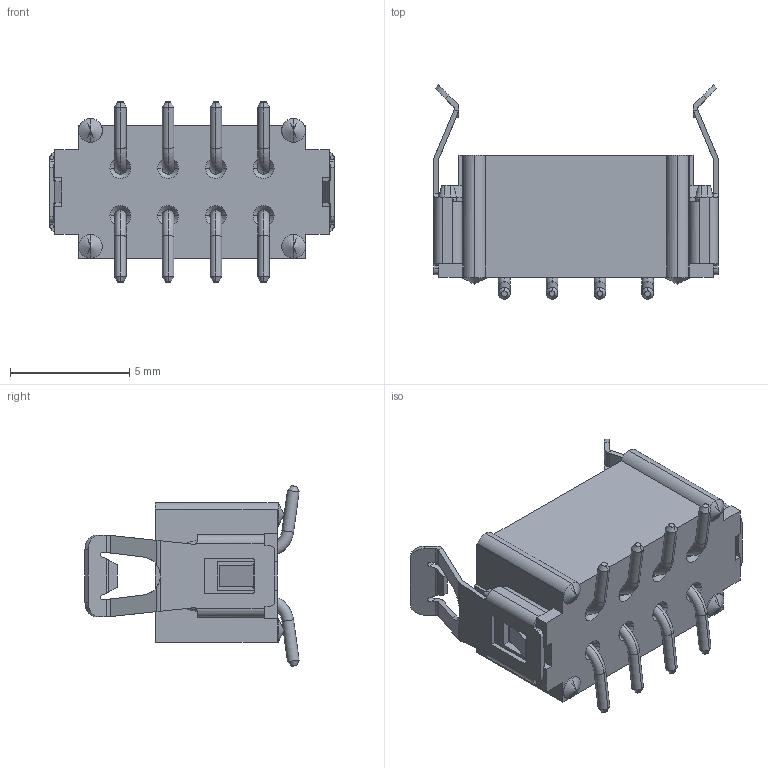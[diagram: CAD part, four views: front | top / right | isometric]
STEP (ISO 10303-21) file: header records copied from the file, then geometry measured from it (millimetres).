
FILE_DESCRIPTION((''),'2;1');
FILE_NAME('M80-82618XX_ASM','2011-09-09T',('wbourne'),(''),'PRO/ENGINEER BY PARAMETRIC TECHNOLOGY CORPORATION, 2010280','PRO/ENGINEER BY PARAMETRIC TECHNOLOGY CORPORATION, 2010280','');
FILE_SCHEMA(('CONFIG_CONTROL_DESIGN','SHAPE_APPEARANCE_LAYERS_GROUPS'));
Length unit declared in the file: millimetre
Products named in the file (4): M80-1021898_SEPARATE_ROWS; M80-827XX05-PIN; M80-001XXXX; M80-82618XX_ASM
Assembly tree (11 placements, depth 2):
  M80-82618XX_ASM
    M80-1021898_SEPARATE_ROWS
    M80-827XX05-PIN  x8
    M80-001XXXX  x2
Bounding box: 11.9 x 8.96 x 7.56 mm (x, y, z)
Volume: 188.6 mm3; surface area: 635.6 mm2
Topology: 11 solids, 11 shells, 533 faces, 1332 edges, 826 vertices
Faces by surface type: plane 273, cylinder 140, cone 72, bspline 32, torus 16
Entity records: 10654 total; most frequent: CARTESIAN_POINT 1802, ORIENTED_EDGE 1374, DIRECTION 1359, PRESENTATION_STYLE_ASSIGNMENT 697, STYLED_ITEM 690, CURVE_STYLE 687, EDGE_CURVE 687, VECTOR 465
